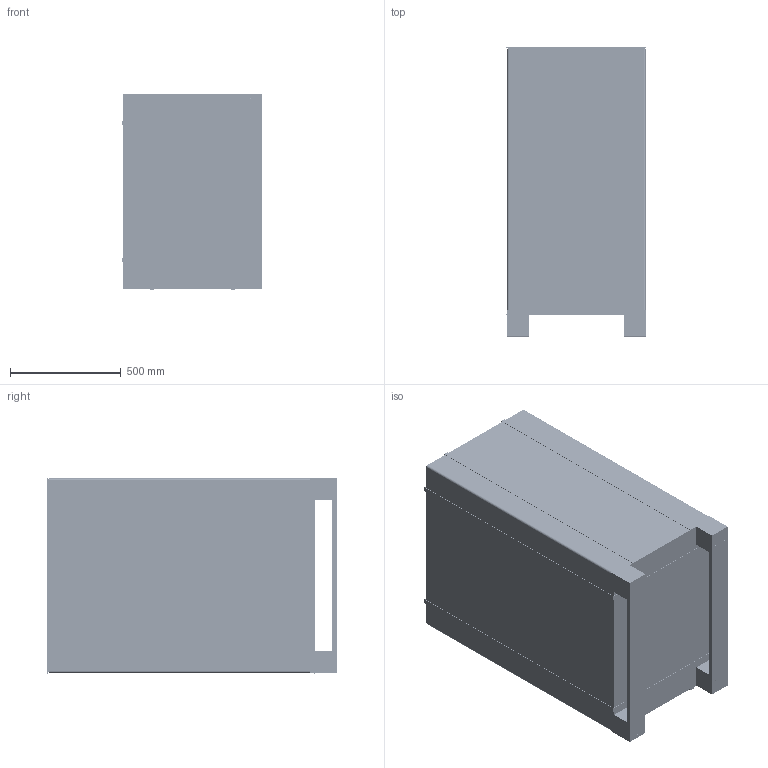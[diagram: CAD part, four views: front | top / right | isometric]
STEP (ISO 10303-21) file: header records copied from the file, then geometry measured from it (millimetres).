
FILE_DESCRIPTION (( 'STEP AP214' ), '1' );
FILE_NAME ('Tripp Lite SR24UB.STEP', '2017-10-13T17:49:29', ( '' ), ( '' ), 'SwSTEP 2.0', 'SolidWorks 2015', '' );
FILE_SCHEMA (( 'AUTOMOTIVE_DESIGN' ));
Length unit declared in the file: millimetre
Products named in the file (104): QM_1___; SUO-25-2-1___; TH_2_MIR___; MCAD-015D REV B 20160510_103456 24UB 2MM THICK; TH__MIR___; cardbord shroude for SR24UB; SZJ_1___; SL-D____; 02___; SL-D__3___; QM_1-1___; packing strap for SR24UB_strap A; PIAN_1___; 02_1___; GB-1___; 1-MIR-1___; HZJ___; CXK____; Cardbord corners for SR24UB; TH__MIR-1___; GB___; SUOKOU-1___; ZZ-Q___; KH__MIR-1___; 02_1-1___; CX_2_2___; HZJ-1___; DINGWEIBAN___; Pallet Top .75 x X.X x XX; CX__MIR-1___; 02-1___; CX_2_1___; HZJ_1-1___; SUOKOU___; PIAN_3___; CXK__MIR-1___; SUO-25-1___; Pallet corner block 1.5 x 3.5 x 33.46; CXK_-1___; KH___ ...
Assembly tree (120 placements, depth 4):
  SZJ_1___
  Tripp Lite SR24UB
    CM___
      CM_1___
      DINGWEIBAN___
      DINGWEIBAN_1___
      SUOKOU___
    CM_2___
      CM_1-1___
      DINGWEIBAN-1___
      DINGWEIBAN_1-1___
      SUOKOU-1___
    QM___
      01___
      01_1___
      02___
      02_1___
      1___
        CXK____
        CX____
        KH____
        TH____
      1-MIR___
        CXK__MIR___
        CX__MIR___
        KH__MIR___
        TH__MIR___
      QM_1___
      SUO_2___
        SUO-25-1___
        SUO-25-2___
        SUO-25-3___
        SUO_25_4___
        SUO_25_5___
    QM_2___
      01-1___
      01_1-1___
      02-1___
      02_1-1___
      1-1___
        CXK_-1___
        CX_-1___
        KH_-1___
        TH_-1___
      1-MIR-1___
        CXK__MIR-1___
        CX__MIR-1___
        KH__MIR-1___
        TH__MIR-1___
      QM_1-1___
      SUO_2-1___
        SUO-25-1-1___
        SUO-25-2-1___
        SUO-25-3-1___
        SUO_25_4-1___
        SUO_25_5-1___
    XT___
      CX_2___
        CX_2_1___
        CX_2_2___
Bounding box: 633 x 1305.05 x 886 mm (x, y, z)
Volume: 53223581.5 mm3; surface area: 23625528.7 mm2
Topology: 115 solids, 119 shells, 9947 faces, 28777 edges, 18982 vertices
Faces by surface type: cylinder 5111, plane 4194, bspline 536, cone 106
Entity records: 413562 total; most frequent: CARTESIAN_POINT 171691, ORIENTED_EDGE 49360, DIRECTION 49021, EDGE_CURVE 24801, AXIS2_PLACEMENT_3D 18109, VERTEX_POINT 16434, LINE 12803, VECTOR 12803
